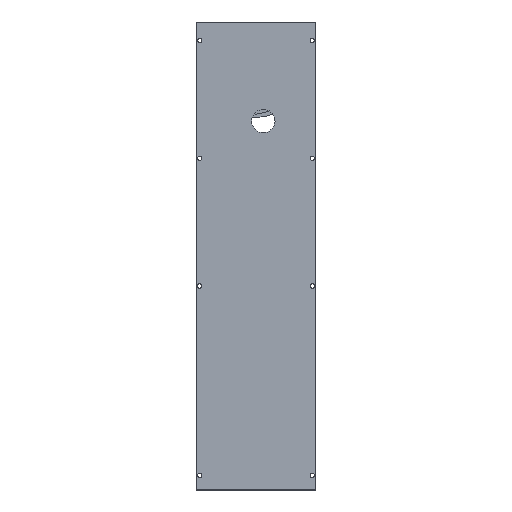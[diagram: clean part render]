
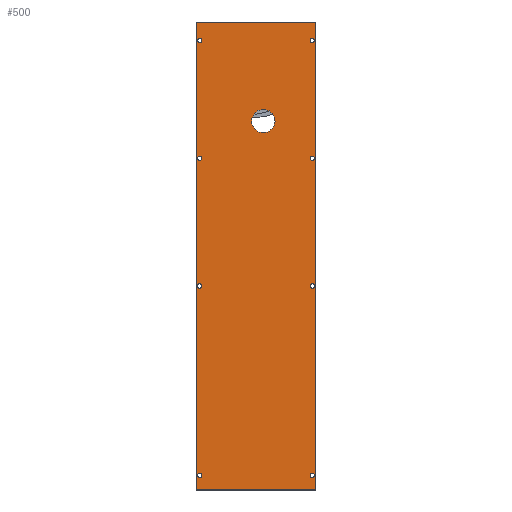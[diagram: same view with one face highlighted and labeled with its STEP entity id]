
A CAD part, top view. The second image highlights one B-rep face of the part: STEP entity #500.
In plain terms, the highlighted planar face has unit normal (0, 0, 1).
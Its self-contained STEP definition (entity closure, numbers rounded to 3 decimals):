
#434=FACE_BOUND('',#579,.T.);
#435=FACE_BOUND('',#580,.T.);
#436=FACE_BOUND('',#581,.T.);
#437=FACE_BOUND('',#582,.T.);
#438=FACE_BOUND('',#583,.T.);
#439=FACE_BOUND('',#584,.T.);
#440=FACE_BOUND('',#585,.T.);
#441=FACE_BOUND('',#586,.T.);
#442=FACE_BOUND('',#587,.T.);
#443=FACE_BOUND('',#588,.T.);
#472=CIRCLE('',#990,8.);
#473=CIRCLE('',#991,1.5);
#474=CIRCLE('',#992,1.5);
#475=CIRCLE('',#993,1.5);
#476=CIRCLE('',#994,1.5);
#477=CIRCLE('',#995,1.5);
#478=CIRCLE('',#996,1.5);
#479=CIRCLE('',#997,1.5);
#480=CIRCLE('',#998,1.5);
#500=ADVANCED_FACE('',(#434,#435,#436,#437,#438,#439,#440,#441,#442,#443),
#534,.T.);
#534=PLANE('',#999);
#579=EDGE_LOOP('',(#652));
#580=EDGE_LOOP('',(#653));
#581=EDGE_LOOP('',(#654));
#582=EDGE_LOOP('',(#655));
#583=EDGE_LOOP('',(#656));
#584=EDGE_LOOP('',(#657));
#585=EDGE_LOOP('',(#658));
#586=EDGE_LOOP('',(#659));
#587=EDGE_LOOP('',(#660));
#588=EDGE_LOOP('',(#661,#662,#663,#664));
#652=ORIENTED_EDGE('',*,*,#838,.F.);
#653=ORIENTED_EDGE('',*,*,#839,.F.);
#654=ORIENTED_EDGE('',*,*,#840,.F.);
#655=ORIENTED_EDGE('',*,*,#841,.F.);
#656=ORIENTED_EDGE('',*,*,#842,.F.);
#657=ORIENTED_EDGE('',*,*,#843,.F.);
#658=ORIENTED_EDGE('',*,*,#844,.F.);
#659=ORIENTED_EDGE('',*,*,#845,.F.);
#660=ORIENTED_EDGE('',*,*,#846,.F.);
#661=ORIENTED_EDGE('',*,*,#828,.T.);
#662=ORIENTED_EDGE('',*,*,#832,.T.);
#663=ORIENTED_EDGE('',*,*,#835,.T.);
#664=ORIENTED_EDGE('',*,*,#837,.T.);
#776=VERTEX_POINT('',#1398);
#777=VERTEX_POINT('',#1400);
#779=VERTEX_POINT('',#1406);
#781=VERTEX_POINT('',#1412);
#782=VERTEX_POINT('',#1419);
#783=VERTEX_POINT('',#1421);
#784=VERTEX_POINT('',#1423);
#785=VERTEX_POINT('',#1425);
#786=VERTEX_POINT('',#1427);
#787=VERTEX_POINT('',#1429);
#788=VERTEX_POINT('',#1431);
#789=VERTEX_POINT('',#1433);
#790=VERTEX_POINT('',#1435);
#828=EDGE_CURVE('',#777,#776,#897,.T.);
#832=EDGE_CURVE('',#776,#779,#901,.T.);
#835=EDGE_CURVE('',#779,#781,#904,.T.);
#837=EDGE_CURVE('',#781,#777,#906,.T.);
#838=EDGE_CURVE('',#782,#782,#472,.T.);
#839=EDGE_CURVE('',#783,#783,#473,.T.);
#840=EDGE_CURVE('',#784,#784,#474,.T.);
#841=EDGE_CURVE('',#785,#785,#475,.T.);
#842=EDGE_CURVE('',#786,#786,#476,.T.);
#843=EDGE_CURVE('',#787,#787,#477,.T.);
#844=EDGE_CURVE('',#788,#788,#478,.T.);
#845=EDGE_CURVE('',#789,#789,#479,.T.);
#846=EDGE_CURVE('',#790,#790,#480,.T.);
#897=LINE('',#1399,#942);
#901=LINE('',#1407,#946);
#904=LINE('',#1413,#949);
#906=LINE('',#1416,#951);
#942=VECTOR('',#1110,1.);
#946=VECTOR('',#1116,1.);
#949=VECTOR('',#1121,1.);
#951=VECTOR('',#1125,1.);
#990=AXIS2_PLACEMENT_3D('',#1418,#1128,#1129);
#991=AXIS2_PLACEMENT_3D('',#1420,#1130,#1131);
#992=AXIS2_PLACEMENT_3D('',#1422,#1132,#1133);
#993=AXIS2_PLACEMENT_3D('',#1424,#1134,#1135);
#994=AXIS2_PLACEMENT_3D('',#1426,#1136,#1137);
#995=AXIS2_PLACEMENT_3D('',#1428,#1138,#1139);
#996=AXIS2_PLACEMENT_3D('',#1430,#1140,#1141);
#997=AXIS2_PLACEMENT_3D('',#1432,#1142,#1143);
#998=AXIS2_PLACEMENT_3D('',#1434,#1144,#1145);
#999=AXIS2_PLACEMENT_3D('',#1436,#1146,#1147);
#1110=DIRECTION('',(0.,-1.,0.));
#1116=DIRECTION('',(1.,0.,0.));
#1121=DIRECTION('',(0.,1.,0.));
#1125=DIRECTION('',(-1.,0.,0.));
#1128=DIRECTION('',(0.,0.,1.));
#1129=DIRECTION('',(1.,0.,0.));
#1130=DIRECTION('',(0.,0.,1.));
#1131=DIRECTION('',(1.,0.,0.));
#1132=DIRECTION('',(0.,0.,1.));
#1133=DIRECTION('',(1.,0.,0.));
#1134=DIRECTION('',(0.,0.,1.));
#1135=DIRECTION('',(1.,0.,0.));
#1136=DIRECTION('',(0.,0.,1.));
#1137=DIRECTION('',(1.,0.,0.));
#1138=DIRECTION('',(0.,0.,1.));
#1139=DIRECTION('',(1.,0.,0.));
#1140=DIRECTION('',(0.,0.,1.));
#1141=DIRECTION('',(1.,0.,0.));
#1142=DIRECTION('',(0.,0.,1.));
#1143=DIRECTION('',(1.,0.,0.));
#1144=DIRECTION('',(0.,0.,1.));
#1145=DIRECTION('',(1.,0.,0.));
#1146=DIRECTION('',(0.,0.,1.));
#1147=DIRECTION('',(1.,0.,0.));
#1398=CARTESIAN_POINT('',(0.,0.,2.5));
#1399=CARTESIAN_POINT('',(0.,320.,2.5));
#1400=CARTESIAN_POINT('',(0.,320.,2.5));
#1406=CARTESIAN_POINT('',(82.,0.,2.5));
#1407=CARTESIAN_POINT('',(0.,0.,2.5));
#1412=CARTESIAN_POINT('',(82.,320.,2.5));
#1413=CARTESIAN_POINT('',(82.,0.,2.5));
#1416=CARTESIAN_POINT('',(82.,320.,2.5));
#1418=CARTESIAN_POINT('',(46.,252.3,2.5));
#1419=CARTESIAN_POINT('',(54.,252.3,2.5));
#1420=CARTESIAN_POINT('',(2.5,10.,2.5));
#1421=CARTESIAN_POINT('',(4.,10.,2.5));
#1422=CARTESIAN_POINT('',(2.5,139.5,2.5));
#1423=CARTESIAN_POINT('',(4.,139.5,2.5));
#1424=CARTESIAN_POINT('',(2.5,226.8,2.5));
#1425=CARTESIAN_POINT('',(4.,226.8,2.5));
#1426=CARTESIAN_POINT('',(2.5,307.35,2.5));
#1427=CARTESIAN_POINT('',(4.,307.35,2.5));
#1428=CARTESIAN_POINT('',(79.5,10.,2.5));
#1429=CARTESIAN_POINT('',(81.,10.,2.5));
#1430=CARTESIAN_POINT('',(79.5,139.5,2.5));
#1431=CARTESIAN_POINT('',(81.,139.5,2.5));
#1432=CARTESIAN_POINT('',(79.5,226.8,2.5));
#1433=CARTESIAN_POINT('',(81.,226.8,2.5));
#1434=CARTESIAN_POINT('',(79.5,307.35,2.5));
#1435=CARTESIAN_POINT('',(81.,307.35,2.5));
#1436=CARTESIAN_POINT('',(0.,0.,2.5));
